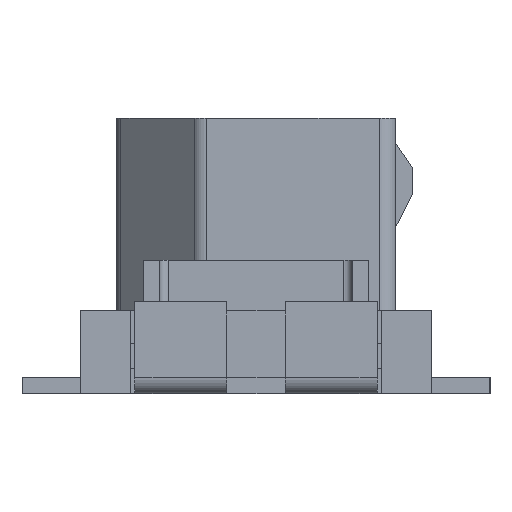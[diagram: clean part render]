
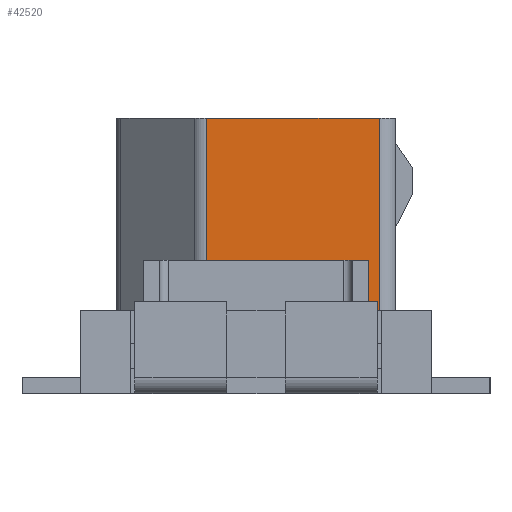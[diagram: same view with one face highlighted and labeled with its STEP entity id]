
A CAD part, left-side view. The second image highlights one B-rep face of the part: STEP entity #42520.
In plain terms, the highlighted planar face has unit normal (-1, 0, 0).
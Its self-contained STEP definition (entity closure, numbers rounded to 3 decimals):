
#42130=CARTESIAN_POINT('',(19.202,30.59,-2.415));
#42140=DIRECTION('',(1.,0.,0.));
#42150=DIRECTION('',(0.,0.,-1.));
#42160=AXIS2_PLACEMENT_3D('',#42130,#42140,#42150);
#42170=PLANE('',#42160);
#42180=CARTESIAN_POINT('',(19.202,0.,-2.3));
#42190=DIRECTION('',(0.,-1.,0.));
#42200=VECTOR('',#42190,1.);
#42210=LINE('',#42180,#42200);
#42220=CARTESIAN_POINT('',(19.202,32.76,-2.3));
#42230=VERTEX_POINT('',#42220);
#42240=CARTESIAN_POINT('',(19.202,30.693,-2.3));
#42250=VERTEX_POINT('',#42240);
#42260=EDGE_CURVE('',#42230,#42250,#42210,.T.);
#42270=ORIENTED_EDGE('',*,*,#42260,.T.);
#42280=CARTESIAN_POINT('',(19.202,32.76,-2.415));
#42290=DIRECTION('',(0.,0.,1.));
#42300=VECTOR('',#42290,1.);
#42310=LINE('',#42280,#42300);
#42320=CARTESIAN_POINT('',(19.202,32.76,0.));
#42330=VERTEX_POINT('',#42320);
#42340=EDGE_CURVE('',#42230,#42330,#42310,.T.);
#42350=ORIENTED_EDGE('',*,*,#42340,.F.);
#42360=CARTESIAN_POINT('',(19.202,0.,0.));
#42370=DIRECTION('',(0.,-1.,0.));
#42380=VECTOR('',#42370,1.);
#42390=LINE('',#42360,#42380);
#42400=CARTESIAN_POINT('',(19.202,30.693,0.));
#42410=VERTEX_POINT('',#42400);
#42420=EDGE_CURVE('',#42330,#42410,#42390,.T.);
#42430=ORIENTED_EDGE('',*,*,#42420,.F.);
#42440=CARTESIAN_POINT('',(19.202,30.693,0.115));
#42450=DIRECTION('',(0.,0.,-1.));
#42460=VECTOR('',#42450,1.);
#42470=LINE('',#42440,#42460);
#42480=EDGE_CURVE('',#42410,#42250,#42470,.T.);
#42490=ORIENTED_EDGE('',*,*,#42480,.F.);
#42500=EDGE_LOOP('',(#42490,#42430,#42350,#42270));
#42510=FACE_OUTER_BOUND('',#42500,.T.);
#42520=ADVANCED_FACE('',(#42510),#42170,.F.);
